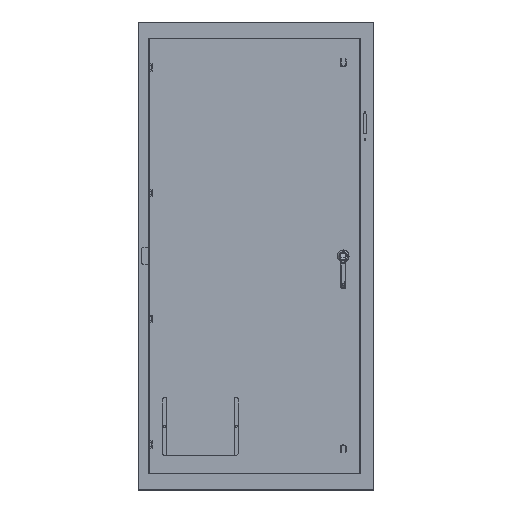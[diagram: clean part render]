
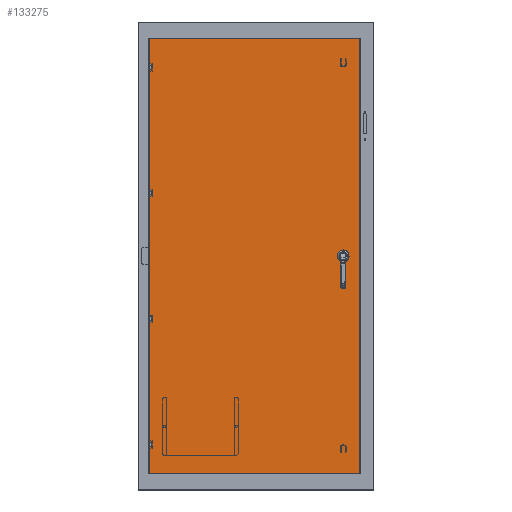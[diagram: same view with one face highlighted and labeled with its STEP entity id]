
A CAD part, top view. The second image highlights one B-rep face of the part: STEP entity #133275.
In plain terms, the highlighted planar face has unit normal (0, 0, 1).
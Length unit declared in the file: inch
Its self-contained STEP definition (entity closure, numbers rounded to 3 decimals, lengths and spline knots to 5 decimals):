
#6095 = DIRECTION ( 'NONE',  ( 1., 0., 0. ) ) ;
#16897 = VECTOR ( 'NONE', #6095, 39.37008 ) ;
#18769 = CARTESIAN_POINT ( 'NONE',  ( -18.2749, -37.15, 13.058 ) ) ;
#21670 = DIRECTION ( 'NONE',  ( -1., 0., 0. ) ) ;
#22207 = CARTESIAN_POINT ( 'NONE',  ( 17.7125, 37.15, 13.058 ) ) ;
#27308 = ORIENTED_EDGE ( 'NONE', *, *, #145964, .T. ) ;
#30853 = EDGE_CURVE ( 'NONE', #134826, #161338, #122531, .T. ) ;
#32618 = CIRCLE ( 'NONE', #139333, 0.43307 ) ;
#34297 = EDGE_CURVE ( 'NONE', #189044, #189044, #32618, .T. ) ;
#37409 = EDGE_LOOP ( 'NONE', ( #68913 ) ) ;
#50309 = DIRECTION ( 'NONE',  ( 0., 0., -1. ) ) ;
#53191 = FACE_OUTER_BOUND ( 'NONE', #155860, .T. ) ;
#59487 = LINE ( 'NONE', #117658, #139706 ) ;
#62385 = VERTEX_POINT ( 'NONE', #93153 ) ;
#64629 = DIRECTION ( 'NONE',  ( -1., 0., 0. ) ) ;
#64711 = PLANE ( 'NONE',  #106676 ) ;
#65928 = ORIENTED_EDGE ( 'NONE', *, *, #117569, .T. ) ;
#68913 = ORIENTED_EDGE ( 'NONE', *, *, #34297, .T. ) ;
#86271 = DIRECTION ( 'NONE',  ( 0., -1., 0. ) ) ;
#90031 = CARTESIAN_POINT ( 'NONE',  ( -18.2749, 37.15, 13.058 ) ) ;
#91003 = EDGE_CURVE ( 'NONE', #161338, #150321, #59487, .T. ) ;
#93153 = CARTESIAN_POINT ( 'NONE',  ( 17.7125, -37.15, 13.058 ) ) ;
#94880 = ORIENTED_EDGE ( 'NONE', *, *, #30853, .T. ) ;
#102442 = LINE ( 'NONE', #160615, #143877 ) ;
#103579 = LINE ( 'NONE', #135969, #16897 ) ;
#106676 = AXIS2_PLACEMENT_3D ( 'NONE', #139997, #169622, #21670 ) ;
#117569 = EDGE_CURVE ( 'NONE', #150321, #62385, #103579, .T. ) ;
#117658 = CARTESIAN_POINT ( 'NONE',  ( -18.2749, 0., 13.058 ) ) ;
#122531 = LINE ( 'NONE', #164562, #169117 ) ;
#133275 = ADVANCED_FACE ( 'NONE', ( #152445, #53191 ), #64711, .F. ) ;
#134563 = CARTESIAN_POINT ( 'NONE',  ( 14.47077, 0., 13.058 ) ) ;
#134826 = VERTEX_POINT ( 'NONE', #22207 ) ;
#135969 = CARTESIAN_POINT ( 'NONE',  ( -0.2812, -37.15, 13.058 ) ) ;
#136199 = CARTESIAN_POINT ( 'NONE',  ( 14.90384, 0., 13.058 ) ) ;
#139333 = AXIS2_PLACEMENT_3D ( 'NONE', #136199, #50309, #64629 ) ;
#139706 = VECTOR ( 'NONE', #86271, 39.37008 ) ;
#139997 = CARTESIAN_POINT ( 'NONE',  ( -0.2812, 0., 13.058 ) ) ;
#143877 = VECTOR ( 'NONE', #168160, 39.37008 ) ;
#145964 = EDGE_CURVE ( 'NONE', #62385, #134826, #102442, .T. ) ;
#150238 = DIRECTION ( 'NONE',  ( -1., 0., 0. ) ) ;
#150321 = VERTEX_POINT ( 'NONE', #18769 ) ;
#152445 = FACE_BOUND ( 'NONE', #37409, .T. ) ;
#155860 = EDGE_LOOP ( 'NONE', ( #186627, #65928, #27308, #94880 ) ) ;
#160615 = CARTESIAN_POINT ( 'NONE',  ( 17.7125, 0., 13.058 ) ) ;
#161338 = VERTEX_POINT ( 'NONE', #90031 ) ;
#164562 = CARTESIAN_POINT ( 'NONE',  ( -0.2812, 37.15, 13.058 ) ) ;
#168160 = DIRECTION ( 'NONE',  ( 0., 1., 0. ) ) ;
#169117 = VECTOR ( 'NONE', #150238, 39.37008 ) ;
#169622 = DIRECTION ( 'NONE',  ( 0., 0., -1. ) ) ;
#186627 = ORIENTED_EDGE ( 'NONE', *, *, #91003, .T. ) ;
#189044 = VERTEX_POINT ( 'NONE', #134563 ) ;
